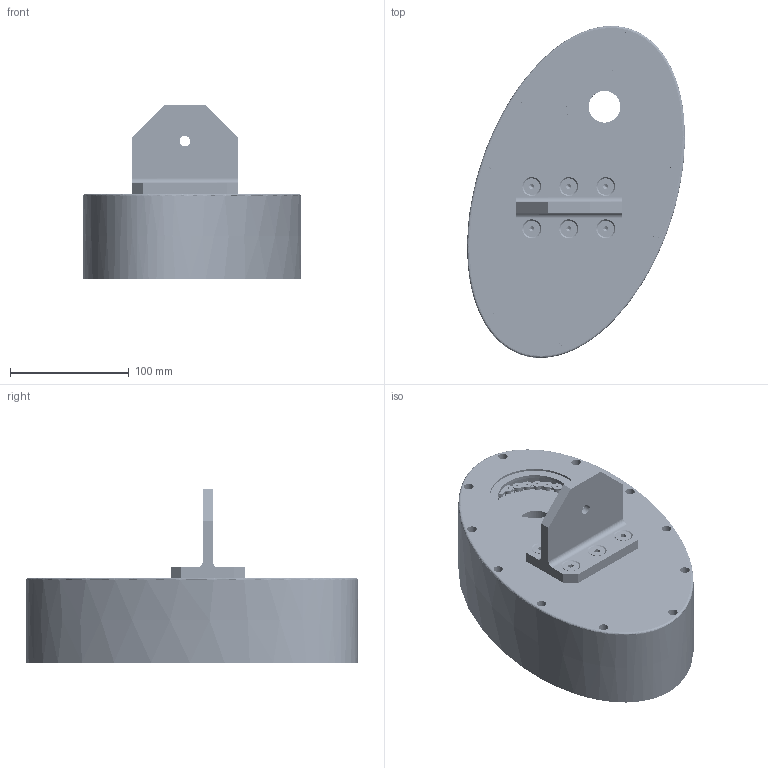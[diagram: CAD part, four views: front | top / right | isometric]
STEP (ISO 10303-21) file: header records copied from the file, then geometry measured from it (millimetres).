
FILE_DESCRIPTION(('FreeCAD Model'),'2;1');
FILE_NAME('Open CASCADE Shape Model','2025-05-04T10:43:54',('FreeCAD'),( 'FreeCAD'),'Open CASCADE STEP processor 7.6','FreeCAD','Unknown');
FILE_SCHEMA(('AUTOMOTIVE_DESIGN { 1 0 10303 214 1 1 1 1 }'));
Products named in the file (1): Open CASCADE STEP translator 7.6 1
Bounding box: 183.32 x 279.16 x 145.53 mm (x, y, z)
Volume: 1377910.6 mm3; surface area: 499474.4 mm2
Topology: 217 solids, 217 shells, 10638 faces, 28023 edges, 18620 vertices
Faces by surface type: bspline 10638
Entity records: 341100 total; most frequent: CARTESIAN_POINT 187238, ORIENTED_EDGE 56022, EDGE_CURVE 28011, VERTEX_POINT 18620, FACE_BOUND 12797, EDGE_LOOP 12797, B_SPLINE_CURVE_WITH_KNOTS 12263, ADVANCED_FACE 10638
